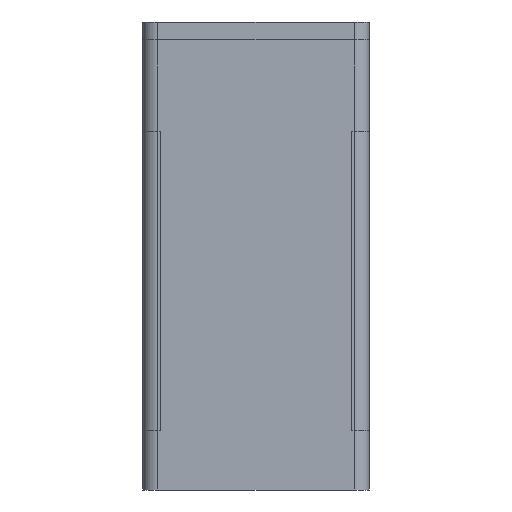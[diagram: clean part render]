
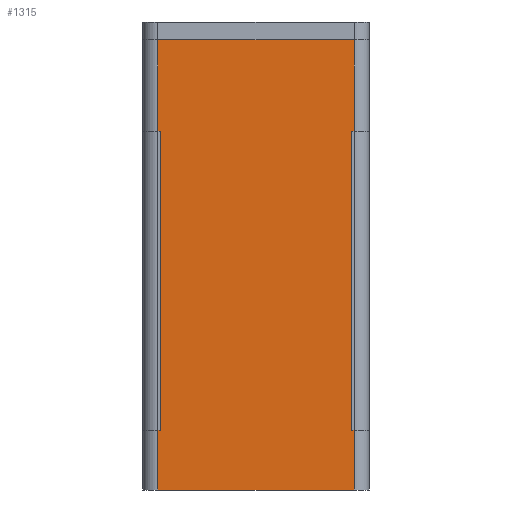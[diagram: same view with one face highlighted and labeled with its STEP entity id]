
A CAD part, front view. The second image highlights one B-rep face of the part: STEP entity #1315.
In plain terms, the highlighted planar face has unit normal (0, -1, 0).
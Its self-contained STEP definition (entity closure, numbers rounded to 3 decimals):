
#1315=ADVANCED_FACE('',(#2481),#2482,.T.);
#1519=VERTEX_POINT('',#2688);
#1535=VERTEX_POINT('',#2704);
#1539=EDGE_CURVE('',#1519,#1535,#2708,.T.);
#1541=VERTEX_POINT('',#2710);
#1543=EDGE_CURVE('',#1541,#1519,#2712,.T.);
#1553=VERTEX_POINT('',#2722);
#1555=EDGE_CURVE('',#1553,#1541,#2724,.T.);
#1559=VERTEX_POINT('',#2728);
#1563=EDGE_CURVE('',#1553,#1559,#2732,.T.);
#1565=VERTEX_POINT('',#2734);
#1567=EDGE_CURVE('',#1565,#1559,#2736,.T.);
#1571=VERTEX_POINT('',#2740);
#1573=EDGE_CURVE('',#1571,#1565,#2742,.T.);
#1577=VERTEX_POINT('',#2746);
#1579=EDGE_CURVE('',#1577,#1571,#2748,.T.);
#1583=VERTEX_POINT('',#2752);
#1585=EDGE_CURVE('',#1577,#1583,#2754,.T.);
#1589=VERTEX_POINT('',#2758);
#1591=EDGE_CURVE('',#1589,#1583,#2760,.T.);
#1621=VERTEX_POINT('',#2790);
#1623=EDGE_CURVE('',#1535,#1621,#2792,.T.);
#1627=VERTEX_POINT('',#2796);
#1629=EDGE_CURVE('',#1621,#1627,#2798,.T.);
#1631=EDGE_CURVE('',#1627,#1589,#2800,.T.);
#2481=FACE_OUTER_BOUND('',#3984,.T.);
#2482=PLANE('',#3985);
#2688=CARTESIAN_POINT('',(14.15,1.7,4.0));
#2704=CARTESIAN_POINT('',(13.95,1.7,4.0));
#2708=LINE('',#4330,#4331);
#2710=CARTESIAN_POINT('',(14.15,1.7,0.0));
#2712=LINE('',#4336,#4337);
#2722=CARTESIAN_POINT('',(1.0,1.7,0.0));
#2724=LINE('',#4355,#4356);
#2728=CARTESIAN_POINT('',(1.0,1.7,4.0));
#2732=LINE('',#4367,#4368);
#2734=CARTESIAN_POINT('',(1.2,1.7,4.0));
#2736=LINE('',#4373,#4374);
#2740=CARTESIAN_POINT('',(1.2,1.7,24.0));
#2742=LINE('',#4383,#4384);
#2746=CARTESIAN_POINT('',(1.0,1.7,24.0));
#2748=LINE('',#4393,#4394);
#2752=CARTESIAN_POINT('',(1.0,1.7,30.1));
#2754=LINE('',#4402,#4403);
#2758=CARTESIAN_POINT('',(14.15,1.7,30.1));
#2760=LINE('',#4411,#4412);
#2790=CARTESIAN_POINT('',(13.95,1.7,24.0));
#2792=LINE('',#4461,#4462);
#2796=CARTESIAN_POINT('',(14.15,1.7,24.0));
#2798=LINE('',#4471,#4472);
#2800=LINE('',#4475,#4476);
#3984=EDGE_LOOP('',(#5603,#5604,#5605,#5606,#5607,#5608,#5609,#5610,#5611,#5612,#5613,#5614));
#3985=AXIS2_PLACEMENT_3D('',#5615,#5616,#5617);
#4330=CARTESIAN_POINT('',(14.326,1.7,4.0));
#4331=VECTOR('',#5715,1.0);
#4336=CARTESIAN_POINT('',(14.15,1.7,0.0));
#4337=VECTOR('',#5716,1.0);
#4355=CARTESIAN_POINT('',(1.0,1.7,0.0));
#4356=VECTOR('',#5722,1.0);
#4367=CARTESIAN_POINT('',(1.0,1.7,0.0));
#4368=VECTOR('',#5729,1.0);
#4373=CARTESIAN_POINT('',(7.399,1.7,4.0));
#4374=VECTOR('',#5730,1.0);
#4383=CARTESIAN_POINT('',(1.2,1.7,2.0));
#4384=VECTOR('',#5732,1.0);
#4393=CARTESIAN_POINT('',(7.399,1.7,24.0));
#4394=VECTOR('',#5734,1.0);
#4402=CARTESIAN_POINT('',(1.0,1.7,0.0));
#4403=VECTOR('',#5738,1.0);
#4411=CARTESIAN_POINT('',(1.0,1.7,30.1));
#4412=VECTOR('',#5742,1.0);
#4461=CARTESIAN_POINT('',(13.95,1.7,2.0));
#4462=VECTOR('',#5756,1.0);
#4471=CARTESIAN_POINT('',(14.326,1.7,24.0));
#4472=VECTOR('',#5758,1.0);
#4475=CARTESIAN_POINT('',(14.15,1.7,0.0));
#4476=VECTOR('',#5759,1.0);
#5603=ORIENTED_EDGE('',*,*,#1629,.T.);
#5604=ORIENTED_EDGE('',*,*,#1631,.T.);
#5605=ORIENTED_EDGE('',*,*,#1591,.T.);
#5606=ORIENTED_EDGE('',*,*,#1585,.F.);
#5607=ORIENTED_EDGE('',*,*,#1579,.T.);
#5608=ORIENTED_EDGE('',*,*,#1573,.T.);
#5609=ORIENTED_EDGE('',*,*,#1567,.T.);
#5610=ORIENTED_EDGE('',*,*,#1563,.F.);
#5611=ORIENTED_EDGE('',*,*,#1555,.T.);
#5612=ORIENTED_EDGE('',*,*,#1543,.T.);
#5613=ORIENTED_EDGE('',*,*,#1539,.T.);
#5614=ORIENTED_EDGE('',*,*,#1623,.T.);
#5615=CARTESIAN_POINT('',(14.15,1.7,0.0));
#5616=DIRECTION('',(0.0,-1.0,0.0));
#5617=DIRECTION('',(0.0,0.0,1.0));
#5715=DIRECTION('',(-1.0,0.0,0.0));
#5716=DIRECTION('',(0.0,0.0,1.0));
#5722=DIRECTION('',(1.0,0.0,0.0));
#5729=DIRECTION('',(0.0,0.0,1.0));
#5730=DIRECTION('',(-1.0,0.0,0.0));
#5732=DIRECTION('',(0.0,0.0,-1.0));
#5734=DIRECTION('',(1.0,0.0,0.0));
#5738=DIRECTION('',(0.0,0.0,1.0));
#5742=DIRECTION('',(-1.0,0.0,0.0));
#5756=DIRECTION('',(0.0,0.0,1.0));
#5758=DIRECTION('',(1.0,0.0,0.0));
#5759=DIRECTION('',(0.0,0.0,1.0));
